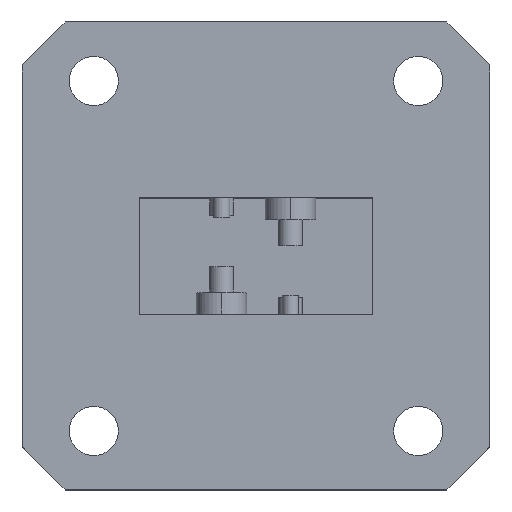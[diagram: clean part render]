
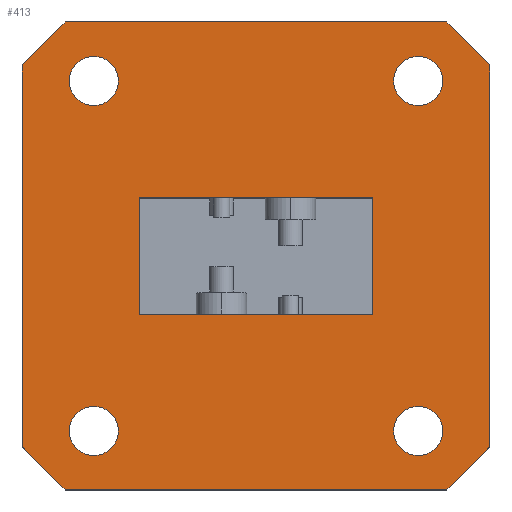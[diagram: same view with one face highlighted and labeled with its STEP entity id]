
A CAD part, top view. The second image highlights one B-rep face of the part: STEP entity #413.
In plain terms, the highlighted planar face has unit normal (0, 0, 1).
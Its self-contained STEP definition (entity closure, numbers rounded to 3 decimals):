
#413=ADVANCED_FACE('',(#822,#823,#824,#825,#826,#827),#828,.T.);
#822=FACE_OUTER_BOUND('',#1234,.T.);
#823=FACE_BOUND('',#1235,.T.);
#824=FACE_BOUND('',#1236,.T.);
#825=FACE_BOUND('',#1237,.T.);
#826=FACE_BOUND('',#1238,.T.);
#827=FACE_BOUND('',#1239,.T.);
#828=PLANE('',#1240);
#1234=EDGE_LOOP('',(#2355,#2356,#2357,#2358,#2359,#2360,#2361,#2362));
#1235=EDGE_LOOP('',(#2363,#2364));
#1236=EDGE_LOOP('',(#2365,#2366));
#1237=EDGE_LOOP('',(#2367,#2368));
#1238=EDGE_LOOP('',(#2369,#2370));
#1239=EDGE_LOOP('',(#2371,#2372,#2373,#2374));
#1240=AXIS2_PLACEMENT_3D('',#2375,#2376,#2377);
#2355=ORIENTED_EDGE('',*,*,#2763,.F.);
#2356=ORIENTED_EDGE('',*,*,#2768,.T.);
#2357=ORIENTED_EDGE('',*,*,#2786,.F.);
#2358=ORIENTED_EDGE('',*,*,#2789,.T.);
#2359=ORIENTED_EDGE('',*,*,#2798,.F.);
#2360=ORIENTED_EDGE('',*,*,#2795,.T.);
#2361=ORIENTED_EDGE('',*,*,#2792,.F.);
#2362=ORIENTED_EDGE('',*,*,#2808,.T.);
#2363=ORIENTED_EDGE('',*,*,#2800,.T.);
#2364=ORIENTED_EDGE('',*,*,#2757,.T.);
#2365=ORIENTED_EDGE('',*,*,#2802,.T.);
#2366=ORIENTED_EDGE('',*,*,#2752,.T.);
#2367=ORIENTED_EDGE('',*,*,#2804,.T.);
#2368=ORIENTED_EDGE('',*,*,#2747,.T.);
#2369=ORIENTED_EDGE('',*,*,#2806,.T.);
#2370=ORIENTED_EDGE('',*,*,#2742,.T.);
#2371=ORIENTED_EDGE('',*,*,#2847,.T.);
#2372=ORIENTED_EDGE('',*,*,#2818,.T.);
#2373=ORIENTED_EDGE('',*,*,#2811,.T.);
#2374=ORIENTED_EDGE('',*,*,#2851,.T.);
#2375=CARTESIAN_POINT('',(0.0,0.0,21.008));
#2376=DIRECTION('',(0.0,0.0,1.0));
#2377=DIRECTION('',(1.0,0.0,0.0));
#2742=EDGE_CURVE('',#3382,#3379,#3383,.T.);
#2747=EDGE_CURVE('',#3391,#3388,#3392,.T.);
#2752=EDGE_CURVE('',#3400,#3397,#3401,.T.);
#2757=EDGE_CURVE('',#3409,#3406,#3410,.T.);
#2763=EDGE_CURVE('',#3418,#3420,#3421,.T.);
#2768=EDGE_CURVE('',#3418,#3426,#3428,.T.);
#2786=EDGE_CURVE('',#3454,#3426,#3456,.T.);
#2789=EDGE_CURVE('',#3454,#3458,#3460,.T.);
#2792=EDGE_CURVE('',#3462,#3464,#3465,.T.);
#2795=EDGE_CURVE('',#3468,#3464,#3469,.T.);
#2798=EDGE_CURVE('',#3468,#3458,#3472,.T.);
#2800=EDGE_CURVE('',#3406,#3409,#3474,.T.);
#2802=EDGE_CURVE('',#3397,#3400,#3476,.T.);
#2804=EDGE_CURVE('',#3388,#3391,#3478,.T.);
#2806=EDGE_CURVE('',#3379,#3382,#3480,.T.);
#2808=EDGE_CURVE('',#3462,#3420,#3482,.T.);
#2811=EDGE_CURVE('',#3487,#3484,#3488,.T.);
#2818=EDGE_CURVE('',#3496,#3487,#3497,.T.);
#2847=EDGE_CURVE('',#3531,#3496,#3532,.T.);
#2851=EDGE_CURVE('',#3484,#3531,#3536,.T.);
#3379=VERTEX_POINT('',#4147);
#3382=VERTEX_POINT('',#4151);
#3383=CIRCLE('',#4152,2.0);
#3388=VERTEX_POINT('',#4158);
#3391=VERTEX_POINT('',#4162);
#3392=CIRCLE('',#4163,2.0);
#3397=VERTEX_POINT('',#4169);
#3400=VERTEX_POINT('',#4173);
#3401=CIRCLE('',#4174,2.0);
#3406=VERTEX_POINT('',#4180);
#3409=VERTEX_POINT('',#4184);
#3410=CIRCLE('',#4185,2.0);
#3418=VERTEX_POINT('',#4195);
#3420=VERTEX_POINT('',#4198);
#3421=LINE('',#4199,#4200);
#3426=VERTEX_POINT('',#4207);
#3428=LINE('',#4210,#4211);
#3454=VERTEX_POINT('',#4247);
#3456=LINE('',#4250,#4251);
#3458=VERTEX_POINT('',#4253);
#3460=LINE('',#4256,#4257);
#3462=VERTEX_POINT('',#4259);
#3464=VERTEX_POINT('',#4262);
#3465=LINE('',#4263,#4264);
#3468=VERTEX_POINT('',#4268);
#3469=LINE('',#4269,#4270);
#3472=LINE('',#4274,#4275);
#3474=CIRCLE('',#4277,2.0);
#3476=CIRCLE('',#4279,2.0);
#3478=CIRCLE('',#4281,2.0);
#3480=CIRCLE('',#4283,2.0);
#3482=LINE('',#4285,#4286);
#3484=VERTEX_POINT('',#4288);
#3487=VERTEX_POINT('',#4292);
#3488=LINE('',#4293,#4294);
#3496=VERTEX_POINT('',#4304);
#3497=LINE('',#4305,#4306);
#3531=VERTEX_POINT('',#4349);
#3532=LINE('',#4350,#4351);
#3536=LINE('',#4356,#4357);
#4147=CARTESIAN_POINT('',(15.21,14.25,21.008));
#4151=CARTESIAN_POINT('',(11.21,14.25,21.008));
#4152=AXIS2_PLACEMENT_3D('',#4960,#4961,#4962);
#4158=CARTESIAN_POINT('',(-15.21,14.25,21.008));
#4162=CARTESIAN_POINT('',(-11.21,14.25,21.008));
#4163=AXIS2_PLACEMENT_3D('',#4968,#4969,#4970);
#4169=CARTESIAN_POINT('',(-15.21,-14.25,21.008));
#4173=CARTESIAN_POINT('',(-11.21,-14.25,21.008));
#4174=AXIS2_PLACEMENT_3D('',#4976,#4977,#4978);
#4180=CARTESIAN_POINT('',(15.21,-14.25,21.008));
#4184=CARTESIAN_POINT('',(11.21,-14.25,21.008));
#4185=AXIS2_PLACEMENT_3D('',#4984,#4985,#4986);
#4195=CARTESIAN_POINT('',(15.55,19.05,21.008));
#4198=CARTESIAN_POINT('',(19.05,15.55,21.008));
#4199=CARTESIAN_POINT('',(17.3,17.3,21.008));
#4200=VECTOR('',#4993,1.0);
#4207=CARTESIAN_POINT('',(-15.55,19.05,21.008));
#4210=CARTESIAN_POINT('',(0.0,19.05,21.008));
#4211=VECTOR('',#4997,1.0);
#4247=CARTESIAN_POINT('',(-19.05,15.55,21.008));
#4250=CARTESIAN_POINT('',(-17.3,17.3,21.008));
#4251=VECTOR('',#5021,1.0);
#4253=CARTESIAN_POINT('',(-19.05,-15.55,21.008));
#4256=CARTESIAN_POINT('',(-19.05,0.0,21.008));
#4257=VECTOR('',#5023,1.0);
#4259=CARTESIAN_POINT('',(19.05,-15.55,21.008));
#4262=CARTESIAN_POINT('',(15.55,-19.05,21.008));
#4263=CARTESIAN_POINT('',(17.3,-17.3,21.008));
#4264=VECTOR('',#5025,1.0);
#4268=CARTESIAN_POINT('',(-15.55,-19.05,21.008));
#4269=CARTESIAN_POINT('',(0.0,-19.05,21.008));
#4270=VECTOR('',#5027,1.0);
#4274=CARTESIAN_POINT('',(-17.3,-17.3,21.008));
#4275=VECTOR('',#5029,1.0);
#4277=AXIS2_PLACEMENT_3D('',#5030,#5031,#5032);
#4279=AXIS2_PLACEMENT_3D('',#5033,#5034,#5035);
#4281=AXIS2_PLACEMENT_3D('',#5036,#5037,#5038);
#4283=AXIS2_PLACEMENT_3D('',#5039,#5040,#5041);
#4285=CARTESIAN_POINT('',(19.05,0.0,21.008));
#4286=VECTOR('',#5042,1.0);
#4288=CARTESIAN_POINT('',(9.525,4.763,21.008));
#4292=CARTESIAN_POINT('',(-9.525,4.763,21.008));
#4293=CARTESIAN_POINT('',(0.0,4.763,21.008));
#4294=VECTOR('',#5044,1.0);
#4304=CARTESIAN_POINT('',(-9.525,-4.763,21.008));
#4305=CARTESIAN_POINT('',(-9.525,0.0,21.008));
#4306=VECTOR('',#5056,1.0);
#4349=CARTESIAN_POINT('',(9.525,-4.763,21.008));
#4350=CARTESIAN_POINT('',(0.0,-4.763,21.008));
#4351=VECTOR('',#5087,1.0);
#4356=CARTESIAN_POINT('',(9.525,0.0,21.008));
#4357=VECTOR('',#5092,1.0);
#4960=CARTESIAN_POINT('',(13.21,14.25,21.008));
#4961=DIRECTION('',(0.0,0.0,-1.0));
#4962=DIRECTION('',(1.0,0.0,0.0));
#4968=CARTESIAN_POINT('',(-13.21,14.25,21.008));
#4969=DIRECTION('',(-0.0,0.0,-1.0));
#4970=DIRECTION('',(-1.0,0.0,0.0));
#4976=CARTESIAN_POINT('',(-13.21,-14.25,21.008));
#4977=DIRECTION('',(-0.0,0.0,-1.0));
#4978=DIRECTION('',(-1.0,0.0,0.0));
#4984=CARTESIAN_POINT('',(13.21,-14.25,21.008));
#4985=DIRECTION('',(0.0,0.0,-1.0));
#4986=DIRECTION('',(1.0,0.0,0.0));
#4993=DIRECTION('',(0.707,-0.707,0.0));
#4997=DIRECTION('',(-1.0,0.0,0.0));
#5021=DIRECTION('',(0.707,0.707,-0.0));
#5023=DIRECTION('',(0.0,-1.0,0.0));
#5025=DIRECTION('',(-0.707,-0.707,0.0));
#5027=DIRECTION('',(1.0,0.0,0.0));
#5029=DIRECTION('',(-0.707,0.707,0.0));
#5030=CARTESIAN_POINT('',(13.21,-14.25,21.008));
#5031=DIRECTION('',(0.0,0.0,-1.0));
#5032=DIRECTION('',(1.0,0.0,0.0));
#5033=CARTESIAN_POINT('',(-13.21,-14.25,21.008));
#5034=DIRECTION('',(-0.0,0.0,-1.0));
#5035=DIRECTION('',(-1.0,0.0,0.0));
#5036=CARTESIAN_POINT('',(-13.21,14.25,21.008));
#5037=DIRECTION('',(-0.0,0.0,-1.0));
#5038=DIRECTION('',(-1.0,0.0,0.0));
#5039=CARTESIAN_POINT('',(13.21,14.25,21.008));
#5040=DIRECTION('',(0.0,0.0,-1.0));
#5041=DIRECTION('',(1.0,0.0,0.0));
#5042=DIRECTION('',(0.0,1.0,0.0));
#5044=DIRECTION('',(1.0,0.0,-0.0));
#5056=DIRECTION('',(0.0,1.0,0.0));
#5087=DIRECTION('',(-1.0,0.0,0.0));
#5092=DIRECTION('',(0.0,-1.0,0.0));
